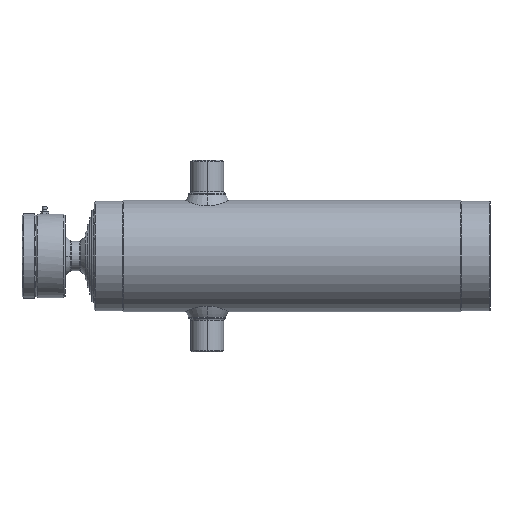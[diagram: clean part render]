
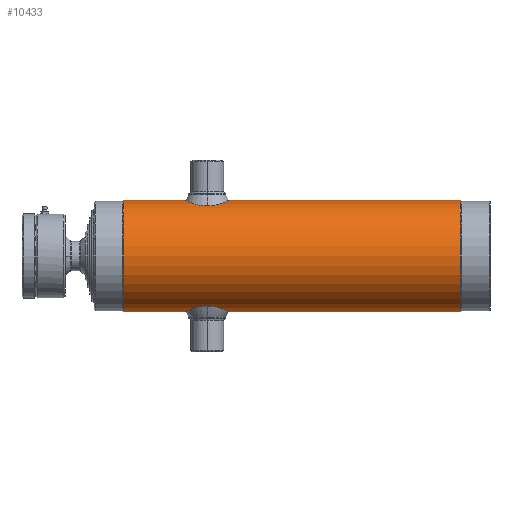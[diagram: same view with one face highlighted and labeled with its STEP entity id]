
A CAD part, left-side view. The second image highlights one B-rep face of the part: STEP entity #10433.
In plain terms, the highlighted cylindrical face has radius 75.75 mm (diameter 151.5 mm), a partial arc.
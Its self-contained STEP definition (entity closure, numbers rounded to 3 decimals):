
#974 = CARTESIAN_POINT ( 'NONE',  ( -2.3, 390.552, 75.716 ) ) ;
#985 = VERTEX_POINT ( 'NONE', #5659 ) ;
#1064 = CARTESIAN_POINT ( 'NONE',  ( -5.847, 386.362, 75.524 ) ) ;
#1212 = CYLINDRICAL_SURFACE ( 'NONE', #22483, 75.75 ) ;
#1339 = VECTOR ( 'NONE', #4817, 1000. ) ;
#1746 = CARTESIAN_POINT ( 'NONE',  ( -5.208, 381.995, 75.571 ) ) ;
#1841 = CARTESIAN_POINT ( 'NONE',  ( 0., 379., 75.75 ) ) ;
#2020 = VECTOR ( 'NONE', #12928, 1000. ) ;
#2167 = CARTESIAN_POINT ( 'NONE',  ( 0., 522.61, 75.75 ) ) ;
#2191 = B_SPLINE_CURVE_WITH_KNOTS ( 'NONE', 3,
 ( #6005, #21073, #23246, #10352, #25438, #12519, #27622, #14685, #1746, #16833, #3923, #18982, #6092, #21164, #8273, #23340, #10436, #25536, #12620, #27705, #14781, #1841 ),
 .UNSPECIFIED., .F., .F.,
 ( 4, 2, 2, 2, 2, 2, 2, 2, 2, 2, 4 ),
 ( 0.028, 0.029, 0.03, 0.03, 0.032, 0.033, 0.034, 0.035, 0.035, 0.036, 0.038 ),
 .UNSPECIFIED. ) ;
#2724 = VERTEX_POINT ( 'NONE', #20118 ) ;
#3170 = CARTESIAN_POINT ( 'NONE',  ( -3., 390.2, 75.691 ) ) ;
#3245 = ORIENTED_EDGE ( 'NONE', *, *, #14756, .F. ) ;
#3264 = CARTESIAN_POINT ( 'NONE',  ( -6., 385.396, 75.512 ) ) ;
#3754 = CIRCLE ( 'NONE', #26376, 75.75 ) ;
#3923 = CARTESIAN_POINT ( 'NONE',  ( -4.52, 381.035, 75.616 ) ) ;
#4814 = VERTEX_POINT ( 'NONE', #10233 ) ;
#4817 = DIRECTION ( 'NONE',  ( 0., 1., 0. ) ) ;
#5000 = DIRECTION ( 'NONE',  ( 0., 1., 0. ) ) ;
#5061 = EDGE_CURVE ( 'NONE', #8715, #985, #22934, .T. ) ;
#5230 = CARTESIAN_POINT ( 'NONE',  ( -0.392, 391., 75.75 ) ) ;
#5323 = CARTESIAN_POINT ( 'NONE',  ( -3.662, 389.769, 75.662 ) ) ;
#5659 = CARTESIAN_POINT ( 'NONE',  ( 0., 499., -75.75 ) ) ;
#5943 = ORIENTED_EDGE ( 'NONE', *, *, #15376, .T. ) ;
#6005 = CARTESIAN_POINT ( 'NONE',  ( -6., 385., 75.512 ) ) ;
#6092 = CARTESIAN_POINT ( 'NONE',  ( -3.666, 380.234, 75.662 ) ) ;
#6640 = DIRECTION ( 'NONE',  ( 0., 1., 0. ) ) ;
#7499 = CARTESIAN_POINT ( 'NONE',  ( -4.518, 388.967, 75.616 ) ) ;
#7810 = EDGE_CURVE ( 'NONE', #26294, #2724, #25034, .T. ) ;
#8273 = CARTESIAN_POINT ( 'NONE',  ( -3.005, 379.803, 75.691 ) ) ;
#8317 = ORIENTED_EDGE ( 'NONE', *, *, #7810, .F. ) ;
#8352 = CARTESIAN_POINT ( 'NONE',  ( 0., 499., 0. ) ) ;
#8359 = CARTESIAN_POINT ( 'NONE',  ( 0., 391., 75.75 ) ) ;
#8715 = VERTEX_POINT ( 'NONE', #9777 ) ;
#9045 = EDGE_CURVE ( 'NONE', #8715, #11817, #3754, .T. ) ;
#9689 = CARTESIAN_POINT ( 'NONE',  ( -5.207, 388.006, 75.571 ) ) ;
#9777 = CARTESIAN_POINT ( 'NONE',  ( 0., 40., -75.75 ) ) ;
#10233 = CARTESIAN_POINT ( 'NONE',  ( 0., 499., 75.75 ) ) ;
#10352 = CARTESIAN_POINT ( 'NONE',  ( -5.847, 383.639, 75.524 ) ) ;
#10433 = ADVANCED_FACE ( 'NONE', ( #24176 ), #1212, .T. ) ;
#10436 = CARTESIAN_POINT ( 'NONE',  ( -2.482, 379.534, 75.71 ) ) ;
#10520 = DIRECTION ( 'NONE',  ( 0., 0., 1. ) ) ;
#11226 = CARTESIAN_POINT ( 'NONE',  ( 0., 40., 75.75 ) ) ;
#11748 = CARTESIAN_POINT ( 'NONE',  ( -1.362, 390.847, 75.738 ) ) ;
#11817 = VERTEX_POINT ( 'NONE', #11226 ) ;
#11838 = CARTESIAN_POINT ( 'NONE',  ( -5.618, 387.117, 75.541 ) ) ;
#11892 = DIRECTION ( 'NONE',  ( 0., 1., 0. ) ) ;
#12519 = CARTESIAN_POINT ( 'NONE',  ( -5.685, 383.072, 75.536 ) ) ;
#12620 = CARTESIAN_POINT ( 'NONE',  ( -1.564, 379.194, 75.735 ) ) ;
#12928 = DIRECTION ( 'NONE',  ( 0., 1., 0. ) ) ;
#13618 = ORIENTED_EDGE ( 'NONE', *, *, #9045, .T. ) ;
#13933 = CARTESIAN_POINT ( 'NONE',  ( -1.931, 390.684, 75.726 ) ) ;
#14034 = CARTESIAN_POINT ( 'NONE',  ( -5.799, 386.552, 75.528 ) ) ;
#14685 = CARTESIAN_POINT ( 'NONE',  ( -5.392, 382.34, 75.558 ) ) ;
#14756 = EDGE_CURVE ( 'NONE', #2724, #18310, #2191, .T. ) ;
#14781 = CARTESIAN_POINT ( 'NONE',  ( -0.396, 379., 75.75 ) ) ;
#15108 = CARTESIAN_POINT ( 'NONE',  ( 0., 522.61, 75.75 ) ) ;
#15376 = EDGE_CURVE ( 'NONE', #26294, #4814, #17237, .T. ) ;
#16079 = CARTESIAN_POINT ( 'NONE',  ( -2.653, 390.385, 75.704 ) ) ;
#16171 = CARTESIAN_POINT ( 'NONE',  ( -5.961, 385.786, 75.515 ) ) ;
#16386 = CIRCLE ( 'NONE', #16430, 75.75 ) ;
#16430 = AXIS2_PLACEMENT_3D ( 'NONE', #8352, #23435, #10520 ) ;
#16833 = CARTESIAN_POINT ( 'NONE',  ( -4.774, 381.344, 75.6 ) ) ;
#16837 = EDGE_LOOP ( 'NONE', ( #26913, #13618, #24584, #3245, #8317, #5943, #27648 ) ) ;
#17237 = LINE ( 'NONE', #15108, #22973 ) ;
#17725 = CARTESIAN_POINT ( 'NONE',  ( 0., 522.61, -75.75 ) ) ;
#17908 = DIRECTION ( 'NONE',  ( 0., 0., 1. ) ) ;
#18224 = CARTESIAN_POINT ( 'NONE',  ( -3.17, 390.098, 75.684 ) ) ;
#18310 = VERTEX_POINT ( 'NONE', #23226 ) ;
#18323 = CARTESIAN_POINT ( 'NONE',  ( -6., 385., 75.512 ) ) ;
#18982 = CARTESIAN_POINT ( 'NONE',  ( -3.967, 380.482, 75.647 ) ) ;
#19032 = EDGE_CURVE ( 'NONE', #11817, #18310, #19196, .T. ) ;
#19196 = LINE ( 'NONE', #2167, #2020 ) ;
#19525 = CARTESIAN_POINT ( 'NONE',  ( 0., 40., 0. ) ) ;
#20118 = CARTESIAN_POINT ( 'NONE',  ( -6., 385., 75.512 ) ) ;
#20301 = CARTESIAN_POINT ( 'NONE',  ( 0., 391., 75.75 ) ) ;
#20403 = CARTESIAN_POINT ( 'NONE',  ( -3.965, 389.521, 75.647 ) ) ;
#21073 = CARTESIAN_POINT ( 'NONE',  ( -6., 384.604, 75.512 ) ) ;
#21164 = CARTESIAN_POINT ( 'NONE',  ( -3.175, 379.905, 75.684 ) ) ;
#21690 = DIRECTION ( 'NONE',  ( 0., 0., 1. ) ) ;
#22242 = CARTESIAN_POINT ( 'NONE',  ( 0., 522.61, 0. ) ) ;
#22411 = EDGE_CURVE ( 'NONE', #985, #4814, #16386, .T. ) ;
#22483 = AXIS2_PLACEMENT_3D ( 'NONE', #22242, #5000, #17908 ) ;
#22579 = CARTESIAN_POINT ( 'NONE',  ( -4.772, 388.659, 75.6 ) ) ;
#22934 = LINE ( 'NONE', #17725, #1339 ) ;
#22973 = VECTOR ( 'NONE', #11892, 1000. ) ;
#23226 = CARTESIAN_POINT ( 'NONE',  ( 0., 379., 75.75 ) ) ;
#23246 = CARTESIAN_POINT ( 'NONE',  ( -5.961, 384.214, 75.515 ) ) ;
#23340 = CARTESIAN_POINT ( 'NONE',  ( -2.658, 379.617, 75.704 ) ) ;
#23435 = DIRECTION ( 'NONE',  ( 0., 1., 0. ) ) ;
#24176 = FACE_OUTER_BOUND ( 'NONE', #16837, .T. ) ;
#24584 = ORIENTED_EDGE ( 'NONE', *, *, #19032, .T. ) ;
#24679 = CARTESIAN_POINT ( 'NONE',  ( -0.781, 390.962, 75.747 ) ) ;
#24776 = CARTESIAN_POINT ( 'NONE',  ( -5.392, 387.662, 75.558 ) ) ;
#25034 = B_SPLINE_CURVE_WITH_KNOTS ( 'NONE', 3,
 ( #20301, #5230, #24679, #11748, #26879, #13933, #974, #16079, #3170, #18224, #5323, #20403, #7499, #22579, #9689, #24776, #11838, #26962, #14034, #1064, #16171, #3264, #18323 ),
 .UNSPECIFIED., .F., .F.,
 ( 4, 2, 2, 1, 2, 2, 2, 2, 2, 2, 2, 4 ),
 ( 0.019, 0.02, 0.021, 0.021, 0.022, 0.022, 0.023, 0.025, 0.026, 0.026, 0.027, 0.028 ),
 .UNSPECIFIED. ) ;
#25438 = CARTESIAN_POINT ( 'NONE',  ( -5.799, 383.449, 75.528 ) ) ;
#25536 = CARTESIAN_POINT ( 'NONE',  ( -1.941, 379.309, 75.726 ) ) ;
#26294 = VERTEX_POINT ( 'NONE', #8359 ) ;
#26376 = AXIS2_PLACEMENT_3D ( 'NONE', #19525, #6640, #21690 ) ;
#26879 = CARTESIAN_POINT ( 'NONE',  ( -1.555, 390.798, 75.734 ) ) ;
#26913 = ORIENTED_EDGE ( 'NONE', *, *, #5061, .F. ) ;
#26962 = CARTESIAN_POINT ( 'NONE',  ( -5.685, 386.929, 75.536 ) ) ;
#27622 = CARTESIAN_POINT ( 'NONE',  ( -5.618, 382.885, 75.541 ) ) ;
#27648 = ORIENTED_EDGE ( 'NONE', *, *, #22411, .F. ) ;
#27705 = CARTESIAN_POINT ( 'NONE',  ( -0.788, 379.039, 75.747 ) ) ;
